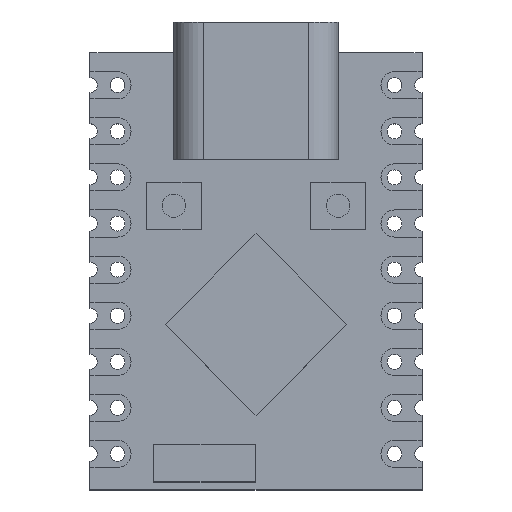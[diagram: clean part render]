
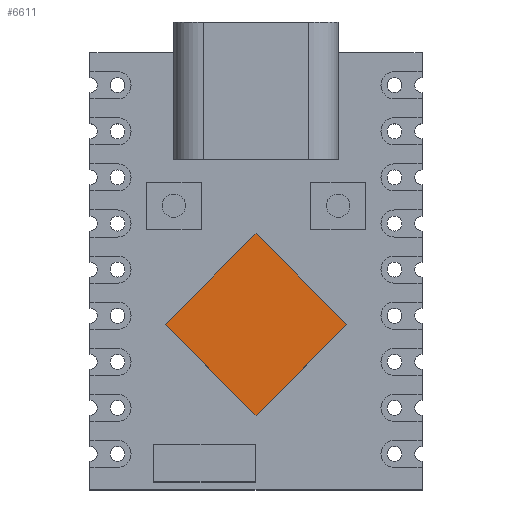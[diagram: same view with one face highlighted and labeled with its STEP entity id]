
A CAD part, top view. The second image highlights one B-rep face of the part: STEP entity #6611.
In plain terms, the highlighted planar face has unit normal (0, 0, 1).
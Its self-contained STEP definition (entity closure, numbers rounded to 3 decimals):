
#617=FACE_OUTER_BOUND('',#1018,.T.);
#1018=EDGE_LOOP('',(#5408,#5409,#5410,#5411));
#1760=LINE('',#10489,#2480);
#1763=LINE('',#10494,#2483);
#1765=LINE('',#10498,#2485);
#1766=LINE('',#10500,#2486);
#2480=VECTOR('',#8226,6.985);
#2483=VECTOR('',#8231,6.985);
#2485=VECTOR('',#8235,6.985);
#2486=VECTOR('',#8238,6.985);
#3214=VERTEX_POINT('',#10486);
#3215=VERTEX_POINT('',#10488);
#3216=VERTEX_POINT('',#10492);
#3217=VERTEX_POINT('',#10496);
#3995=EDGE_CURVE('',#3215,#3214,#1760,.T.);
#3998=EDGE_CURVE('',#3214,#3216,#1763,.T.);
#4000=EDGE_CURVE('',#3216,#3217,#1765,.T.);
#4001=EDGE_CURVE('',#3217,#3215,#1766,.T.);
#5408=ORIENTED_EDGE('',*,*,#3995,.T.);
#5409=ORIENTED_EDGE('',*,*,#3998,.T.);
#5410=ORIENTED_EDGE('',*,*,#4000,.T.);
#5411=ORIENTED_EDGE('',*,*,#4001,.T.);
#6319=PLANE('',#7090);
#6611=ADVANCED_FACE('',(#617),#6319,.T.);
#7090=AXIS2_PLACEMENT_3D('',#10501,#8239,#8240);
#8226=DIRECTION('',(0.707,0.707,0.));
#8231=DIRECTION('',(-0.707,0.707,0.));
#8235=DIRECTION('',(-0.707,-0.707,0.));
#8238=DIRECTION('',(0.707,-0.707,0.));
#8239=DIRECTION('center_axis',(0.,0.,1.));
#8240=DIRECTION('ref_axis',(1.,0.,0.));
#10486=CARTESIAN_POINT('',(4.939,-2.883,2.54));
#10488=CARTESIAN_POINT('',(0.,-7.822,2.54));
#10489=CARTESIAN_POINT('',(0.,-7.822,2.54));
#10492=CARTESIAN_POINT('',(0.,2.056,2.54));
#10494=CARTESIAN_POINT('',(4.939,-2.883,2.54));
#10496=CARTESIAN_POINT('',(-4.939,-2.883,2.54));
#10498=CARTESIAN_POINT('',(0.,2.056,2.54));
#10500=CARTESIAN_POINT('',(-4.939,-2.883,2.54));
#10501=CARTESIAN_POINT('Origin',(0.,0.,2.54));
